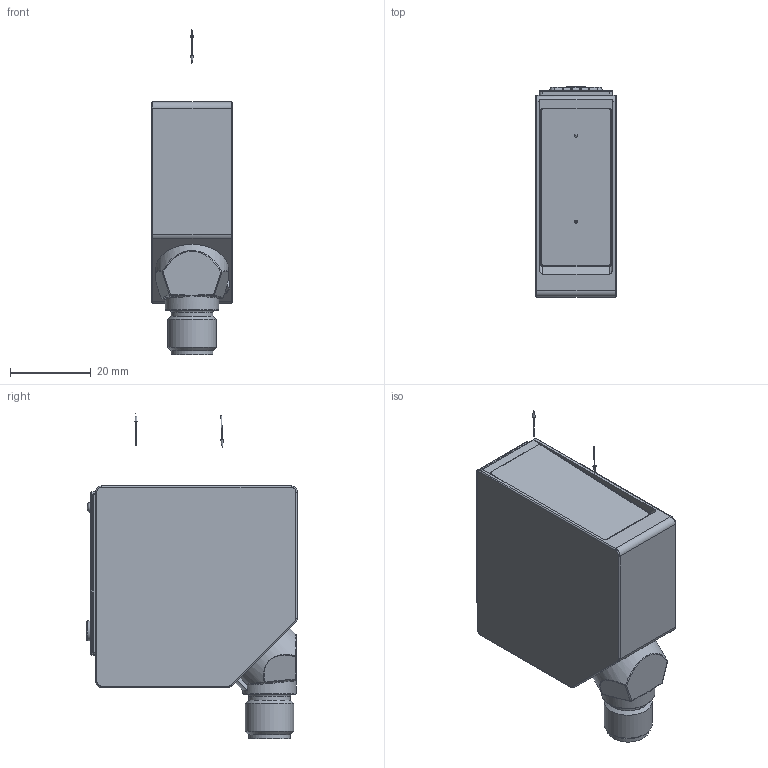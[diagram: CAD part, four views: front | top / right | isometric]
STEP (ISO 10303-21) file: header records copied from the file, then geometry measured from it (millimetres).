
FILE_DESCRIPTION (( 'STEP AP214' ), '1' );
FILE_NAME ('OPT2501_OPT2504_OPT2507_OPT2510.STEP', '2024-12-12T12:01:31', ( '' ), ( '' ), 'SwSTEP 2.0', 'SolidWorks 2024', '' );
FILE_SCHEMA (( 'AUTOMOTIVE_DESIGN' ));
Length unit declared in the file: inch
Products named in the file (1): OPT2501_OPT2504_OPT2507_OPT2510
Bounding box: 20 x 52.19 x 80.68 mm (x, y, z)
Volume: 50224.6 mm3; surface area: 10297.5 mm2
Topology: 3 solids, 3 shells, 426 faces, 1061 edges, 664 vertices
Faces by surface type: plane 182, cylinder 131, bspline 37, torus 36, cone 31, sphere 9
Full cylindrical faces by diameter (mm): 0.2 x2, 1 x5, 1.52 x5, 2.1 x1, 5 x1, 5.1 x1, 10.4 x2, 12 x1, 13.2 x1
Entity records: 15140 total; most frequent: CARTESIAN_POINT 6353, ORIENTED_EDGE 1986, DIRECTION 1448, EDGE_CURVE 993, VERTEX_POINT 642, AXIS2_PLACEMENT_3D 585, B_SPLINE_CURVE_WITH_KNOTS 504, EDGE_LOOP 495
